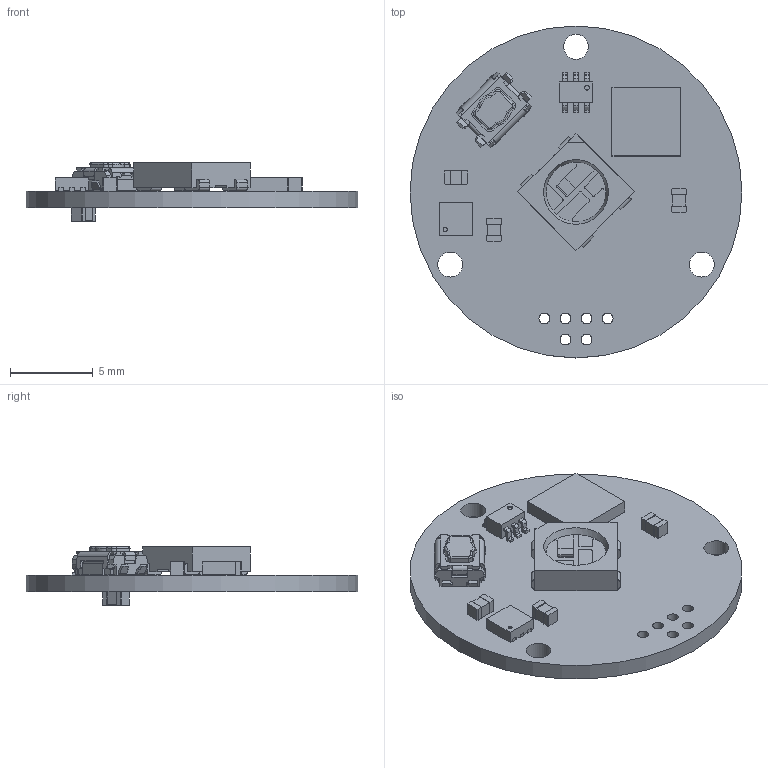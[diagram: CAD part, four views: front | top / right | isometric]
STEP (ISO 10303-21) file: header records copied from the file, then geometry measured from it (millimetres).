
FILE_DESCRIPTION(('Open CASCADE Model'),'2;1');
FILE_NAME('Open CASCADE Shape Model','2017-09-21T22:09:38',('Author'),( 'Open CASCADE'),'Open CASCADE STEP processor 6.8','Open CASCADE 6.8' ,'Unknown');
FILE_SCHEMA(('AUTOMOTIVE_DESIGN { 1 0 10303 214 1 1 1 1 }'));
Length unit declared in the file: millimetre
Products named in the file (35): PCB; Board; IC3; R-PDSO-G6_DCK; C4; 756503896; Extruded; 756503760; 756503488; LED1; WS2812_RGB_LED_updated; C1; C2; 756504440; 756504576; 756504712; C3; 756504032; 756504168; 756504304; IC1; WSON6_DRV; S1; EVPAA-002K_202K_402W_602W_802Q_RGB8421504; IC2; 756504848
Assembly tree (37 placements, depth 4):
  PCB
    Board
    IC3
      R-PDSO-G6_DCK
    C4
      756503896
        Extruded
      756503760
        Extruded
      756503488
        Extruded
    LED1
      WS2812_RGB_LED_updated
    C1
      756503488
        Extruded
      756503760
        Extruded
      756503896
        Extruded
    C2
      756504440
        Extruded
      756504576
        Extruded
      756504712
        Extruded
    C3
      756504032
        Extruded
      756504168
        Extruded
      756504304
        Extruded
    IC1
      WSON6_DRV
    S1
      EVPAA-002K_202K_402W_602W_802Q_RGB8421504
    IC2
      756504848
        Extruded
Bounding box: 20 x 20 x 3.53 mm (x, y, z)
Volume: 377.5 mm3; surface area: 964.1 mm2
Topology: 18 solids, 18 shells, 592 faces, 1608 edges, 1062 vertices
Faces by surface type: plane 459, cylinder 121, bspline 7, torus 4, cone 1
Full cylindrical faces by diameter (mm): 0.65 x6, 1.146 x1, 1.5 x3, 20 x1
Entity records: 54985 total; most frequent: CARTESIAN_POINT 19927, DIRECTION 5434, LINE 3625, VECTOR 3625, ORIENTED_EDGE 3120, PCURVE 3120, DEFINITIONAL_REPRESENTATION 3120, EDGE_CURVE 1560
